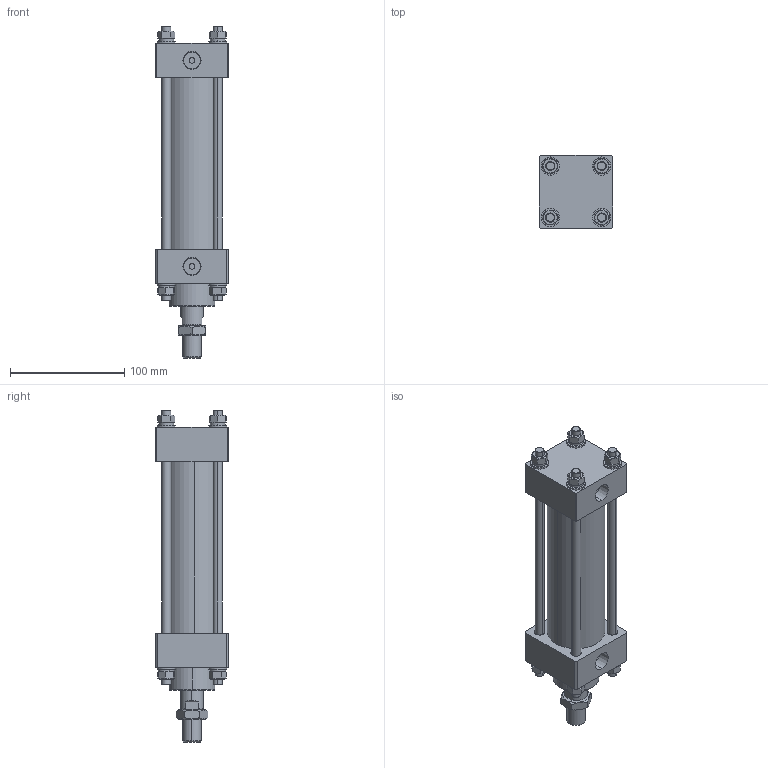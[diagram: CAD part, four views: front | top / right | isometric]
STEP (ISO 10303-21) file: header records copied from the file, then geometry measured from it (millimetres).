
FILE_DESCRIPTION (( 'STEP AP203' ), '1' );
FILE_NAME ('MOB-40-20-100.STEP', '2021-04-28T02:14:02', ( '微软用户' ), ( '微软中国' ), 'SwSTEP 2.0', 'SolidWorks 2012', '' );
FILE_SCHEMA (( 'CONFIG_CONTROL_DESIGN' ));
Length unit declared in the file: millimetre
Products named in the file (11): MOB-40-20-100; spring lock washers--normal type gb_GB_FASTENER_WASHER_SW 8; hex nuts, style 1-grades ab gb_GB_FASTENER_NUT_SNAB1 M8-N; single coil lock washers light type gb_GB_FASTENER_WASHER_SSWL 8; plain washers-n series-grade a gb_GB_FASTENER_WASHER_PWNA 8; MOB-40-20-100嶺裝; hex thin nuts grades ab gb_GB_FASTENER_NUT_STNABTT M16X1.5-N; MOB-40-20-100活塞杆; MOB-40-20-100前盖; MOB-40-20-100詰芠; MOB-40-20-100綴裔
Assembly tree (33 placements, depth 2):
  MOB-40-20-100
    MOB-40-20-100綴裔
    MOB-40-20-100詰芠
    MOB-40-20-100前盖
    MOB-40-20-100活塞杆
    hex thin nuts grades ab gb_GB_FASTENER_NUT_STNABTT M16X1.5-N
    MOB-40-20-100嶺裝  x4
    plain washers-n series-grade a gb_GB_FASTENER_WASHER_PWNA 8  x8
    single coil lock washers light type gb_GB_FASTENER_WASHER_SSWL 8  x4
    hex nuts, style 1-grades ab gb_GB_FASTENER_NUT_SNAB1 M8-N  x8
    spring lock washers--normal type gb_GB_FASTENER_WASHER_SW 8  x4
Bounding box: 64 x 64 x 290 mm (x, y, z)
Volume: 496851.3 mm3; surface area: 148430.8 mm2
Topology: 33 solids, 33 shells, 442 faces, 978 edges, 614 vertices
Faces by surface type: plane 164, cylinder 158, cone 106, torus 14
Entity records: 7633 total; most frequent: CARTESIAN_POINT 1346, DIRECTION 1050, ORIENTED_EDGE 856, AXIS2_PLACEMENT_3D 440, EDGE_CURVE 428, VERTEX_POINT 270, EDGE_LOOP 232, CIRCLE 214
